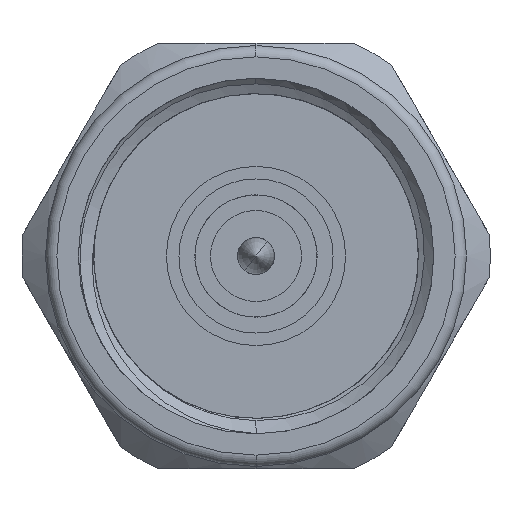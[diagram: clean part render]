
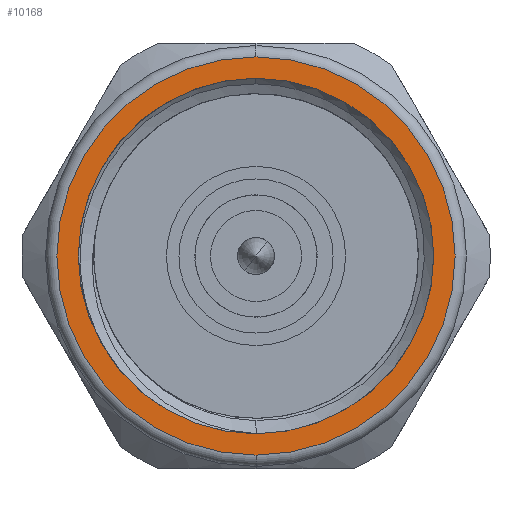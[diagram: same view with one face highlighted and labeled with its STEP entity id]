
A CAD part, left-side view. The second image highlights one B-rep face of the part: STEP entity #10168.
In plain terms, the highlighted planar face has unit normal (-1, 0, 0).
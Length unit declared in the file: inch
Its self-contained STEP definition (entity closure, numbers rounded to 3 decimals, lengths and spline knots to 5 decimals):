
#895 = DIRECTION ( 'NONE',  ( 0., 0., 1. ) ) ;
#1050 = AXIS2_PLACEMENT_3D ( 'NONE', #9803, #11758, #4955 ) ;
#1097 = CARTESIAN_POINT ( 'NONE',  ( 0., 0., 0. ) ) ;
#1342 = CARTESIAN_POINT ( 'NONE',  ( 0., 0., 0. ) ) ;
#1476 = DIRECTION ( 'NONE',  ( 0., 0., -1. ) ) ;
#1610 = EDGE_LOOP ( 'NONE', ( #6026, #3999 ) ) ;
#1640 = EDGE_LOOP ( 'NONE', ( #4817, #11056 ) ) ;
#1908 = VERTEX_POINT ( 'NONE', #11226 ) ;
#1969 = FACE_OUTER_BOUND ( 'NONE', #1610, .T. ) ;
#2081 = CIRCLE ( 'NONE', #10822, 0.35 ) ;
#2159 = CIRCLE ( 'NONE', #2554, 0.3125 ) ;
#2232 = EDGE_CURVE ( 'NONE', #5201, #11617, #2081, .T. ) ;
#2307 = CARTESIAN_POINT ( 'NONE',  ( 0., 0., -0.3125 ) ) ;
#2554 = AXIS2_PLACEMENT_3D ( 'NONE', #1097, #2872, #5026 ) ;
#2772 = CARTESIAN_POINT ( 'NONE',  ( 0., 0., 0. ) ) ;
#2872 = DIRECTION ( 'NONE',  ( -1., 0., 0. ) ) ;
#3628 = EDGE_CURVE ( 'NONE', #1908, #11859, #8892, .T. ) ;
#3633 = DIRECTION ( 'NONE',  ( -1., 0., 0. ) ) ;
#3637 = CARTESIAN_POINT ( 'NONE',  ( 0., 0., 0.35 ) ) ;
#3999 = ORIENTED_EDGE ( 'NONE', *, *, #2232, .T. ) ;
#4033 = EDGE_CURVE ( 'NONE', #11617, #5201, #8102, .T. ) ;
#4817 = ORIENTED_EDGE ( 'NONE', *, *, #3628, .F. ) ;
#4955 = DIRECTION ( 'NONE',  ( 0., 0., -1. ) ) ;
#5026 = DIRECTION ( 'NONE',  ( 0., 0., 1. ) ) ;
#5201 = VERTEX_POINT ( 'NONE', #3637 ) ;
#5855 = PLANE ( 'NONE',  #1050 ) ;
#6026 = ORIENTED_EDGE ( 'NONE', *, *, #4033, .T. ) ;
#6657 = DIRECTION ( 'NONE',  ( -1., 0., 0. ) ) ;
#6664 = AXIS2_PLACEMENT_3D ( 'NONE', #2772, #6657, #9593 ) ;
#7890 = AXIS2_PLACEMENT_3D ( 'NONE', #11214, #3633, #895 ) ;
#8102 = CIRCLE ( 'NONE', #6664, 0.35 ) ;
#8682 = CARTESIAN_POINT ( 'NONE',  ( 0., 0., -0.35 ) ) ;
#8892 = CIRCLE ( 'NONE', #7890, 0.3125 ) ;
#9593 = DIRECTION ( 'NONE',  ( 0., 0., -1. ) ) ;
#9736 = FACE_BOUND ( 'NONE', #1640, .T. ) ;
#9803 = CARTESIAN_POINT ( 'NONE',  ( 0., 0., 0. ) ) ;
#10168 = ADVANCED_FACE ( 'NONE', ( #9736, #1969 ), #5855, .F. ) ;
#10822 = AXIS2_PLACEMENT_3D ( 'NONE', #1342, #11144, #1476 ) ;
#11056 = ORIENTED_EDGE ( 'NONE', *, *, #12328, .F. ) ;
#11144 = DIRECTION ( 'NONE',  ( -1., 0., 0. ) ) ;
#11214 = CARTESIAN_POINT ( 'NONE',  ( 0., 0., 0. ) ) ;
#11226 = CARTESIAN_POINT ( 'NONE',  ( 0., 0., 0.3125 ) ) ;
#11617 = VERTEX_POINT ( 'NONE', #8682 ) ;
#11758 = DIRECTION ( 'NONE',  ( 1., 0., 0. ) ) ;
#11859 = VERTEX_POINT ( 'NONE', #2307 ) ;
#12328 = EDGE_CURVE ( 'NONE', #11859, #1908, #2159, .T. ) ;
